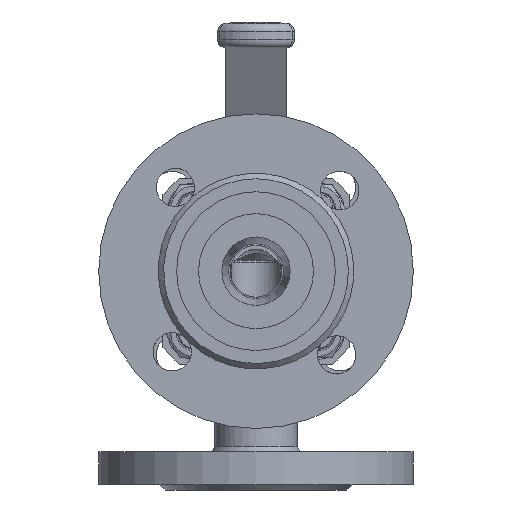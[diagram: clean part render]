
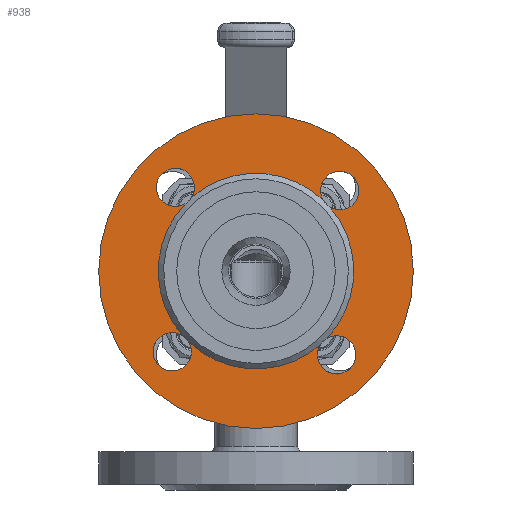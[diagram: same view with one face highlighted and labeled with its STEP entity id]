
A CAD part, front view. The second image highlights one B-rep face of the part: STEP entity #938.
In plain terms, the highlighted planar face has unit normal (0, -1, 0).
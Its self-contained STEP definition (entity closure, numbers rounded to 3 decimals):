
#666=FACE_BOUND('',#2475,.T.);
#938=ADVANCED_FACE('',(#666,#1923),#1507,.T.);
#1507=PLANE('',#9808);
#1923=FACE_OUTER_BOUND('',#2476,.T.);
#2475=EDGE_LOOP('',(#3672,#3673,#3674,#3675,#3676,#3677,#3678,#3679));
#2476=EDGE_LOOP('',(#3680));
#3250=CIRCLE('',#9754,57.5);
#3283=CIRCLE('',#9800,7.);
#3284=CIRCLE('',#9801,35.75);
#3285=CIRCLE('',#9802,7.);
#3286=CIRCLE('',#9803,35.75);
#3287=CIRCLE('',#9804,7.);
#3288=CIRCLE('',#9805,35.75);
#3289=CIRCLE('',#9806,7.);
#3290=CIRCLE('',#9807,35.75);
#3672=ORIENTED_EDGE('',*,*,#7197,.F.);
#3673=ORIENTED_EDGE('',*,*,#7198,.T.);
#3674=ORIENTED_EDGE('',*,*,#7199,.F.);
#3675=ORIENTED_EDGE('',*,*,#7200,.T.);
#3676=ORIENTED_EDGE('',*,*,#7201,.F.);
#3677=ORIENTED_EDGE('',*,*,#7202,.T.);
#3678=ORIENTED_EDGE('',*,*,#7203,.F.);
#3679=ORIENTED_EDGE('',*,*,#7204,.T.);
#3680=ORIENTED_EDGE('',*,*,#7140,.F.);
#6231=VERTEX_POINT('',#13308);
#6280=VERTEX_POINT('',#13427);
#6281=VERTEX_POINT('',#13428);
#6282=VERTEX_POINT('',#13430);
#6283=VERTEX_POINT('',#13432);
#6284=VERTEX_POINT('',#13434);
#6285=VERTEX_POINT('',#13436);
#6286=VERTEX_POINT('',#13438);
#6287=VERTEX_POINT('',#13440);
#7140=EDGE_CURVE('',#6231,#6231,#3250,.T.);
#7197=EDGE_CURVE('',#6280,#6281,#3283,.T.);
#7198=EDGE_CURVE('',#6280,#6282,#3284,.T.);
#7199=EDGE_CURVE('',#6283,#6282,#3285,.T.);
#7200=EDGE_CURVE('',#6283,#6284,#3286,.T.);
#7201=EDGE_CURVE('',#6285,#6284,#3287,.T.);
#7202=EDGE_CURVE('',#6285,#6286,#3288,.T.);
#7203=EDGE_CURVE('',#6287,#6286,#3289,.T.);
#7204=EDGE_CURVE('',#6287,#6281,#3290,.T.);
#9754=AXIS2_PLACEMENT_3D('',#13307,#10790,#10791);
#9800=AXIS2_PLACEMENT_3D('',#13426,#10906,#10907);
#9801=AXIS2_PLACEMENT_3D('',#13429,#10908,#10909);
#9802=AXIS2_PLACEMENT_3D('',#13431,#10910,#10911);
#9803=AXIS2_PLACEMENT_3D('',#13433,#10912,#10913);
#9804=AXIS2_PLACEMENT_3D('',#13435,#10914,#10915);
#9805=AXIS2_PLACEMENT_3D('',#13437,#10916,#10917);
#9806=AXIS2_PLACEMENT_3D('',#13439,#10918,#10919);
#9807=AXIS2_PLACEMENT_3D('',#13441,#10920,#10921);
#9808=AXIS2_PLACEMENT_3D('',#13442,#10922,#10923);
#10790=DIRECTION('',(0.,1.,0.));
#10791=DIRECTION('',(0.,0.,1.));
#10906=DIRECTION('',(0.,-1.,0.));
#10907=DIRECTION('',(0.,0.,1.));
#10908=DIRECTION('',(0.,1.,0.));
#10909=DIRECTION('',(0.,0.,1.));
#10910=DIRECTION('',(0.,-1.,0.));
#10911=DIRECTION('',(0.,0.,1.));
#10912=DIRECTION('',(0.,1.,0.));
#10913=DIRECTION('',(0.,0.,1.));
#10914=DIRECTION('',(0.,-1.,0.));
#10915=DIRECTION('',(0.,0.,1.));
#10916=DIRECTION('',(0.,1.,0.));
#10917=DIRECTION('',(0.,0.,1.));
#10918=DIRECTION('',(0.,-1.,0.));
#10919=DIRECTION('',(0.,0.,1.));
#10920=DIRECTION('',(0.,1.,0.));
#10921=DIRECTION('',(0.,0.,1.));
#10922=DIRECTION('',(0.,-1.,0.));
#10923=DIRECTION('',(0.,0.,1.));
#13307=CARTESIAN_POINT('',(34.,-60.,34.));
#13308=CARTESIAN_POINT('',(34.,-60.,91.5));
#13426=CARTESIAN_POINT('',(4.525,-60.,64.618));
#13427=CARTESIAN_POINT('',(10.459,-60.,60.905));
#13428=CARTESIAN_POINT('',(8.01,-60.,58.547));
#13429=CARTESIAN_POINT('',(34.,-60.,34.));
#13430=CARTESIAN_POINT('',(58.547,-60.,59.99));
#13431=CARTESIAN_POINT('',(64.618,-60.,63.475));
#13432=CARTESIAN_POINT('',(60.905,-60.,57.541));
#13433=CARTESIAN_POINT('',(34.,-60.,34.));
#13434=CARTESIAN_POINT('',(59.99,-60.,9.453));
#13435=CARTESIAN_POINT('',(63.475,-60.,3.382));
#13436=CARTESIAN_POINT('',(57.541,-60.,7.095));
#13437=CARTESIAN_POINT('',(34.,-60.,34.));
#13438=CARTESIAN_POINT('',(9.453,-60.,8.01));
#13439=CARTESIAN_POINT('',(3.382,-60.,4.525));
#13440=CARTESIAN_POINT('',(7.095,-60.,10.459));
#13441=CARTESIAN_POINT('',(34.,-60.,34.));
#13442=CARTESIAN_POINT('',(34.,-60.,34.));
